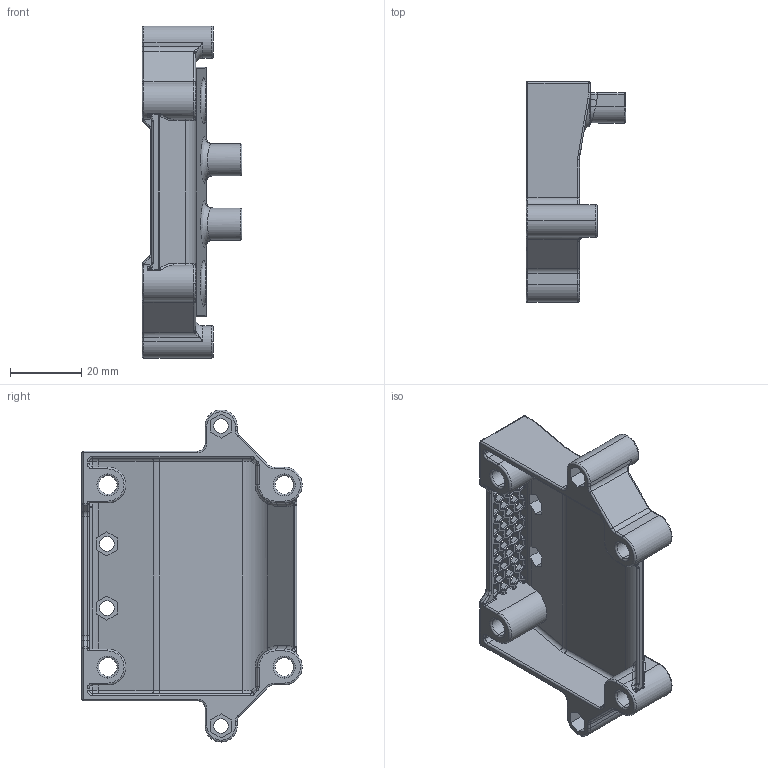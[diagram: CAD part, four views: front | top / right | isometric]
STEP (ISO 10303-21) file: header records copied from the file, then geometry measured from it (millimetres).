
FILE_DESCRIPTION (( 'STEP AP203' ), '1' );
FILE_NAME ('µ¼·ç¿ÇV2.STEP', '2024-03-31T08:09:34', ( '' ), ( '' ), 'SwSTEP 2.0', 'SolidWorks 2020', '' );
FILE_SCHEMA (( 'CONFIG_CONTROL_DESIGN' ));
Products named in the file (1): 絳瑞褲V2
Bounding box: 28 x 61.7 x 93 mm (x, y, z)
Volume: 21483.8 mm3; surface area: 18824.4 mm2
Topology: 1 solids, 1 shells, 1177 faces, 2831 edges, 1609 vertices
Faces by surface type: cylinder 649, plane 308, torus 126, bspline 74, sphere 20
Entity records: 35527 total; most frequent: CARTESIAN_POINT 9949, ORIENTED_EDGE 5598, DIRECTION 5051, EDGE_CURVE 2799, AXIS2_PLACEMENT_3D 1737, VERTEX_POINT 1609, VECTOR 1577, LINE 1577
